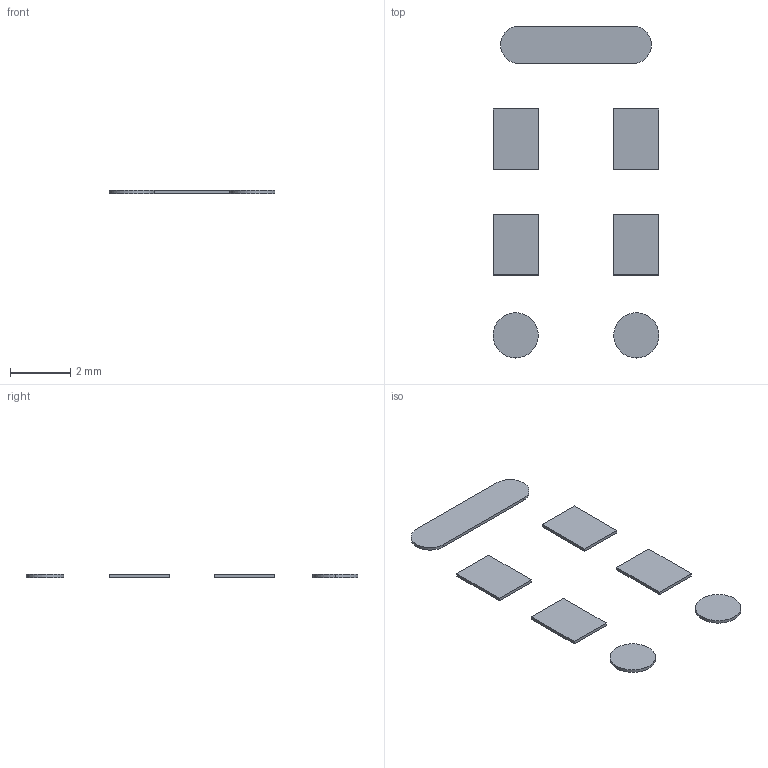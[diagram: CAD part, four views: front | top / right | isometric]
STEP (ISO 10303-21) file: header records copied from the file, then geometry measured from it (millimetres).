
FILE_DESCRIPTION((''),'2;1');
FILE_NAME('TEST','2017-10-23T',('adam'),(''),'CREO PARAMETRIC BY PTC INC, 2017020','CREO PARAMETRIC BY PTC INC, 2017020','');
FILE_SCHEMA(('AUTOMOTIVE_DESIGN { 1 0 10303 214 1 1 1 1 }'));
Length unit declared in the file: millimetre
Products named in the file (1): TEST
Bounding box: 5.5 x 11 x 0.1 mm (x, y, z)
Volume: 2.1 mm3; surface area: 47.8 mm2
Topology: 7 solids, 7 shells, 38 faces, 72 edges, 48 vertices
Faces by surface type: plane 32, cylinder 6
Entity records: 1014 total; most frequent: CARTESIAN_POINT 160, DIRECTION 160, ORIENTED_EDGE 144, EDGE_CURVE 72, VECTOR 60, LINE 60, AXIS2_PLACEMENT_3D 50, VERTEX_POINT 48
